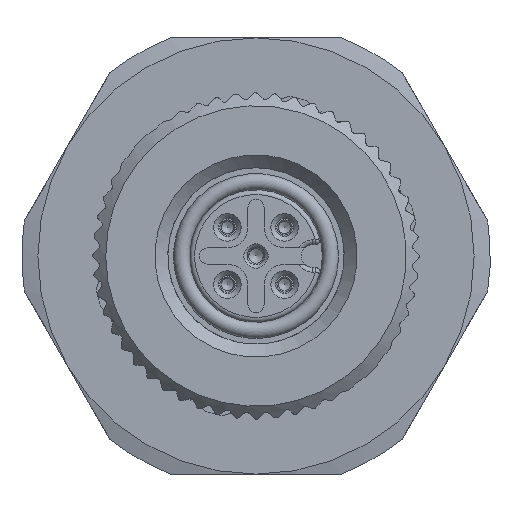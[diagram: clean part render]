
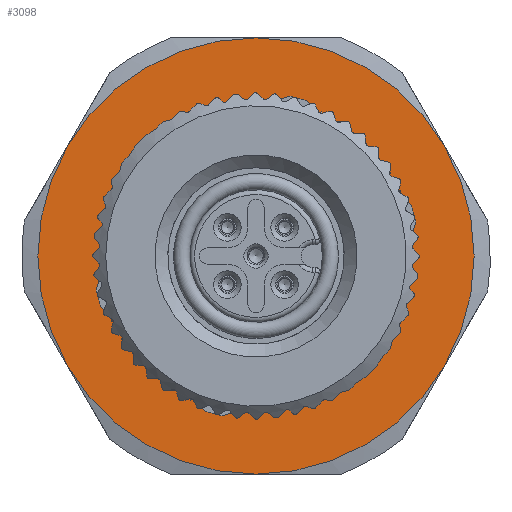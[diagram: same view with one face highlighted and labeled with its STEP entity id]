
A CAD part, left-side view. The second image highlights one B-rep face of the part: STEP entity #3098.
In plain terms, the highlighted planar face has unit normal (-1, 0, 0).
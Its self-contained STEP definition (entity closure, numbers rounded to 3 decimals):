
#3098=ADVANCED_FACE('',(#5425,#5426),#3613,.F.);
#3613=PLANE('',#17101);
#5425=FACE_BOUND('',#6351,.T.);
#5426=FACE_BOUND('',#6352,.T.);
#6351=EDGE_LOOP('',(#10519));
#6352=EDGE_LOOP('',(#10520,#10521,#10522,#10523,#10524,#10525));
#10519=ORIENTED_EDGE('',*,*,#14569,.F.);
#10520=ORIENTED_EDGE('',*,*,#14570,.T.);
#10521=ORIENTED_EDGE('',*,*,#14571,.T.);
#10522=ORIENTED_EDGE('',*,*,#14572,.T.);
#10523=ORIENTED_EDGE('',*,*,#14573,.T.);
#10524=ORIENTED_EDGE('',*,*,#14574,.T.);
#10525=ORIENTED_EDGE('',*,*,#14575,.T.);
#12368=VERTEX_POINT('',#27860);
#12369=VERTEX_POINT('',#27862);
#12370=VERTEX_POINT('',#27863);
#12371=VERTEX_POINT('',#27865);
#12372=VERTEX_POINT('',#27867);
#12373=VERTEX_POINT('',#27869);
#12374=VERTEX_POINT('',#27871);
#14569=EDGE_CURVE('',#12368,#12368,#15505,.T.);
#14570=EDGE_CURVE('',#12369,#12370,#15506,.T.);
#14571=EDGE_CURVE('',#12370,#12371,#15507,.T.);
#14572=EDGE_CURVE('',#12371,#12372,#15508,.T.);
#14573=EDGE_CURVE('',#12372,#12373,#15509,.T.);
#14574=EDGE_CURVE('',#12373,#12374,#15510,.T.);
#14575=EDGE_CURVE('',#12374,#12369,#15511,.T.);
#15505=CIRCLE('',#17094,9.);
#15506=CIRCLE('',#17095,13.5);
#15507=CIRCLE('',#17096,13.5);
#15508=CIRCLE('',#17097,13.5);
#15509=CIRCLE('',#17098,13.5);
#15510=CIRCLE('',#17099,13.5);
#15511=CIRCLE('',#17100,13.5);
#17094=AXIS2_PLACEMENT_3D('',#27859,#21018,#21019);
#17095=AXIS2_PLACEMENT_3D('',#27861,#21020,#21021);
#17096=AXIS2_PLACEMENT_3D('',#27864,#21022,#21023);
#17097=AXIS2_PLACEMENT_3D('',#27866,#21024,#21025);
#17098=AXIS2_PLACEMENT_3D('',#27868,#21026,#21027);
#17099=AXIS2_PLACEMENT_3D('',#27870,#21028,#21029);
#17100=AXIS2_PLACEMENT_3D('',#27872,#21030,#21031);
#17101=AXIS2_PLACEMENT_3D('',#27873,#21032,#21033);
#21018=DIRECTION('',(-1.,0.,0.));
#21019=DIRECTION('',(0.,0.,1.));
#21020=DIRECTION('',(-1.,0.,0.));
#21021=DIRECTION('',(0.,0.,1.));
#21022=DIRECTION('',(-1.,0.,0.));
#21023=DIRECTION('',(0.,0.,1.));
#21024=DIRECTION('',(-1.,0.,0.));
#21025=DIRECTION('',(0.,0.,1.));
#21026=DIRECTION('',(-1.,0.,0.));
#21027=DIRECTION('',(0.,0.,1.));
#21028=DIRECTION('',(-1.,0.,0.));
#21029=DIRECTION('',(0.,0.,1.));
#21030=DIRECTION('',(-1.,0.,0.));
#21031=DIRECTION('',(0.,0.,1.));
#21032=DIRECTION('',(1.,0.,0.));
#21033=DIRECTION('',(0.,0.,1.));
#27859=CARTESIAN_POINT('',(9.,0.,0.));
#27860=CARTESIAN_POINT('',(9.,0.,9.));
#27861=CARTESIAN_POINT('',(9.,0.,0.));
#27862=CARTESIAN_POINT('',(9.,11.691,-6.75));
#27863=CARTESIAN_POINT('',(9.,0.,-13.5));
#27864=CARTESIAN_POINT('',(9.,0.,0.));
#27865=CARTESIAN_POINT('',(9.,-11.691,-6.75));
#27866=CARTESIAN_POINT('',(9.,0.,0.));
#27867=CARTESIAN_POINT('',(9.,-11.691,6.75));
#27868=CARTESIAN_POINT('',(9.,0.,0.));
#27869=CARTESIAN_POINT('',(9.,0.,13.5));
#27870=CARTESIAN_POINT('',(9.,0.,0.));
#27871=CARTESIAN_POINT('',(9.,11.691,6.75));
#27872=CARTESIAN_POINT('',(9.,0.,0.));
#27873=CARTESIAN_POINT('',(9.,0.,0.));
